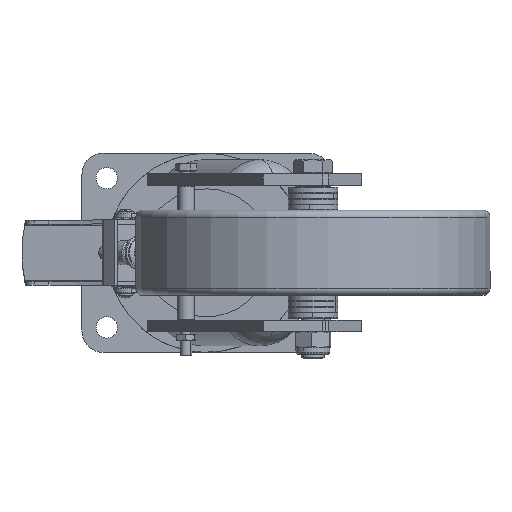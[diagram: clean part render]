
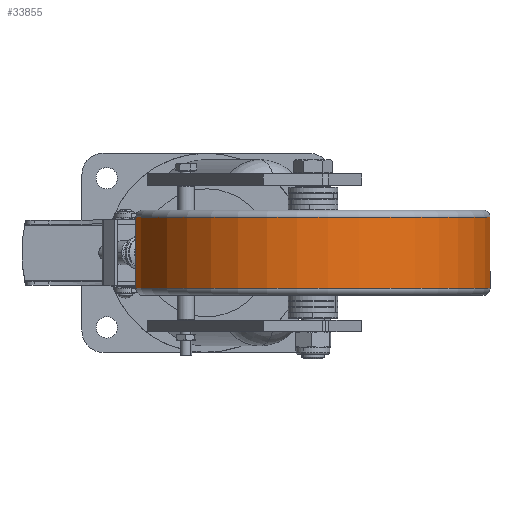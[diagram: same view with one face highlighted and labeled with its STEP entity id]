
A CAD part, front view. The second image highlights one B-rep face of the part: STEP entity #33855.
In plain terms, the highlighted cylindrical face has radius 125 mm (diameter 250 mm), a partial arc.
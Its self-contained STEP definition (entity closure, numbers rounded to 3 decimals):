
#7239 = DIRECTION ( 'NONE',  ( 0., 0., -1. ) ) ;
#14763 = CIRCLE ( 'NONE', #20539, 125. ) ;
#17277 = CARTESIAN_POINT ( 'NONE',  ( 199.517, -190.983, -25. ) ) ;
#18437 = VERTEX_POINT ( 'NONE', #30684 ) ;
#19749 = CARTESIAN_POINT ( 'NONE',  ( 75., -180., 0. ) ) ;
#20539 = AXIS2_PLACEMENT_3D ( 'NONE', #66772, #29665, #72978 ) ;
#21996 = EDGE_CURVE ( 'NONE', #78908, #43394, #14763, .T. ) ;
#22001 = EDGE_LOOP ( 'NONE', ( #72439, #44856, #75176, #36993 ) ) ;
#22269 = VECTOR ( 'NONE', #49068, 1000. ) ;
#26370 = EDGE_CURVE ( 'NONE', #50219, #78908, #71670, .T. ) ;
#29665 = DIRECTION ( 'NONE',  ( 0., 0., 1. ) ) ;
#30684 = CARTESIAN_POINT ( 'NONE',  ( 199.517, -190.983, 25. ) ) ;
#30828 = CARTESIAN_POINT ( 'NONE',  ( 199.517, -190.983, 0. ) ) ;
#31065 = CARTESIAN_POINT ( 'NONE',  ( 75., -180., 25. ) ) ;
#33855 = ADVANCED_FACE ( 'NONE', ( #55026 ), #47323, .T. ) ;
#36600 = VECTOR ( 'NONE', #67903, 1000. ) ;
#36993 = ORIENTED_EDGE ( 'NONE', *, *, #21996, .T. ) ;
#37321 = DIRECTION ( 'NONE',  ( 0.996, -0.088, 0. ) ) ;
#42815 = CARTESIAN_POINT ( 'NONE',  ( -49.517, -169.017, 0. ) ) ;
#43394 = VERTEX_POINT ( 'NONE', #17277 ) ;
#44856 = ORIENTED_EDGE ( 'NONE', *, *, #50898, .T. ) ;
#45786 = DIRECTION ( 'NONE',  ( -0.996, 0.088, 0. ) ) ;
#47323 = CYLINDRICAL_SURFACE ( 'NONE', #58749, 125. ) ;
#47409 = AXIS2_PLACEMENT_3D ( 'NONE', #31065, #74328, #37321 ) ;
#49068 = DIRECTION ( 'NONE',  ( 0., 0., -1. ) ) ;
#50219 = VERTEX_POINT ( 'NONE', #52652 ) ;
#50898 = EDGE_CURVE ( 'NONE', #18437, #50219, #73297, .T. ) ;
#52652 = CARTESIAN_POINT ( 'NONE',  ( -49.517, -169.017, 25. ) ) ;
#55026 = FACE_OUTER_BOUND ( 'NONE', #22001, .T. ) ;
#58749 = AXIS2_PLACEMENT_3D ( 'NONE', #19749, #7239, #45786 ) ;
#60289 = EDGE_CURVE ( 'NONE', #18437, #43394, #69489, .T. ) ;
#66772 = CARTESIAN_POINT ( 'NONE',  ( 75., -180., -25. ) ) ;
#67403 = CARTESIAN_POINT ( 'NONE',  ( -49.517, -169.017, -25. ) ) ;
#67903 = DIRECTION ( 'NONE',  ( 0., 0., -1. ) ) ;
#69489 = LINE ( 'NONE', #30828, #36600 ) ;
#71670 = LINE ( 'NONE', #42815, #22269 ) ;
#72439 = ORIENTED_EDGE ( 'NONE', *, *, #60289, .F. ) ;
#72978 = DIRECTION ( 'NONE',  ( -0.996, 0.088, 0. ) ) ;
#73297 = CIRCLE ( 'NONE', #47409, 125. ) ;
#74328 = DIRECTION ( 'NONE',  ( 0., 0., -1. ) ) ;
#75176 = ORIENTED_EDGE ( 'NONE', *, *, #26370, .T. ) ;
#78908 = VERTEX_POINT ( 'NONE', #67403 ) ;
